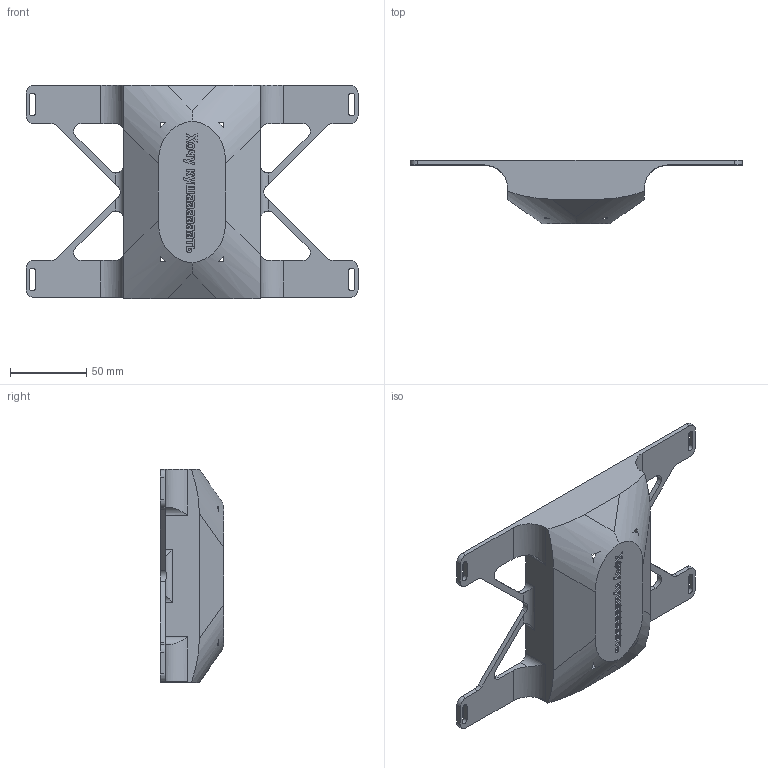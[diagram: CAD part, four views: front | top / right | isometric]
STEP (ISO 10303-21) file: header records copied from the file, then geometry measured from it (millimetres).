
FILE_DESCRIPTION(/* description */ (''),/* implementation_level */ '2;1');
FILE_NAME(/* name */ '',/* time_stamp */ '2024-12-10T20:03:33+03:00',/* author */ ('Phantom'),/* organization */ (''),/* preprocessor_version */ 'ST-DEVELOPER v20',/* originating_system */ 'Autodesk Inventor 2025',/* authorisation */ '');
FILE_SCHEMA (('AUTOMOTIVE_DESIGN { 1 0 10303 214 3 1 1 }'));
Length unit declared in the file: millimetre
Products named in the file (1): мыльница
Bounding box: 218.2 x 41.7 x 140 mm (x, y, z)
Volume: 258652 mm3; surface area: 64260.9 mm2
Topology: 1 solids, 1 shells, 570 faces, 1598 edges, 1064 vertices
Faces by surface type: plane 288, bspline 238, cylinder 44
Entity records: 19615 total; most frequent: CARTESIAN_POINT 6381, ORIENTED_EDGE 3196, DIRECTION 1886, EDGE_CURVE 1598, VERTEX_POINT 1064, LINE 1012, VECTOR 1012, EDGE_LOOP 628
